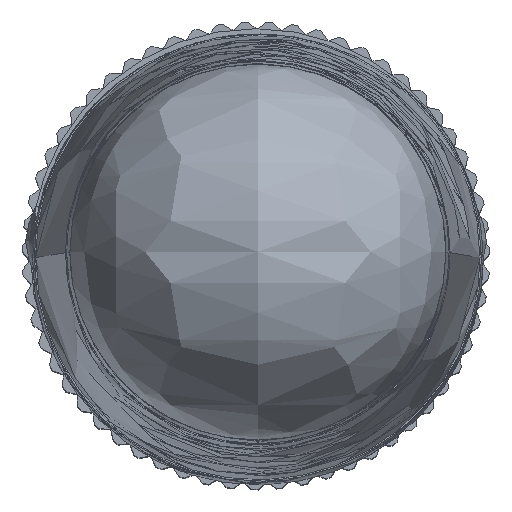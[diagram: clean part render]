
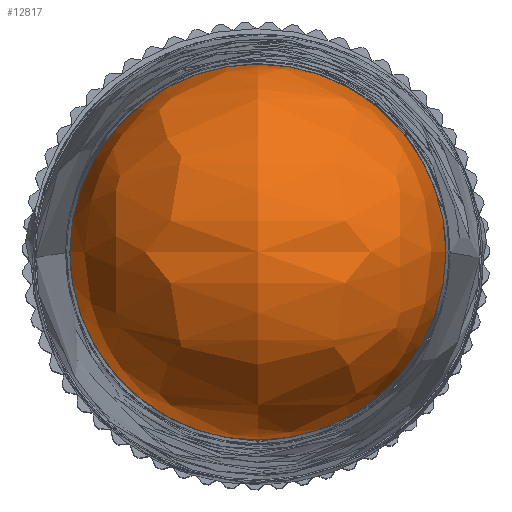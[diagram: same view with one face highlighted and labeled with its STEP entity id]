
A CAD part, top view. The second image highlights one B-rep face of the part: STEP entity #12817.
In plain terms, the highlighted free-form (B-spline) face has degree [3, 3] with [4, 4] control points.
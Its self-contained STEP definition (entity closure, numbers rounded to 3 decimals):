
#329 = CARTESIAN_POINT ( 'NONE',  ( -7.468, 3.65, 113.168 ) ) ;
#375 = CARTESIAN_POINT ( 'NONE',  ( -7.468, 3.65, 98.156 ) ) ;
#1402 = ORIENTED_EDGE ( 'NONE', *, *, #14688, .T. ) ;
#1463 = CARTESIAN_POINT ( 'NONE',  ( 0.038, 3.65, 98.156 ) ) ;
#1527 = CARTESIAN_POINT ( 'NONE',  ( -7.468, -3.855, 98.156 ) ) ;
#2671 = CARTESIAN_POINT ( 'NONE',  ( 0.038, 3.65, 98.156 ) ) ;
#3795 = CARTESIAN_POINT ( 'NONE',  ( 7.544, 3.65, 113.168 ) ) ;
#4784 = CARTESIAN_POINT ( 'NONE',  ( 0.038, 3.65, 98.156 ) ) ;
#4837 = CARTESIAN_POINT ( 'NONE',  ( 7.544, -3.855, 113.168 ) ) ;
#5319 = DIRECTION ( 'NONE',  ( 0., 0., 1. ) ) ;
#5684 = DIRECTION ( 'NONE',  ( 0., 1., 0. ) ) ;
#5825 = ORIENTED_EDGE ( 'NONE', *, *, #6259, .F. ) ;
#5934 = CARTESIAN_POINT ( 'NONE',  ( 0.038, 3.65, 98.156 ) ) ;
#6035 = CARTESIAN_POINT ( 'NONE',  ( 0.038, -3.855, 98.156 ) ) ;
#6259 = EDGE_CURVE ( 'NONE', #10968, #11057, #13335, .T. ) ;
#6698 = AXIS2_PLACEMENT_3D ( 'NONE', #12533, #6883, #5684 ) ;
#6883 = DIRECTION ( 'NONE',  ( 0., 0., -1. ) ) ;
#7078 = CARTESIAN_POINT ( 'NONE',  ( 0.038, -3.855, 98.156 ) ) ;
#7134 = CARTESIAN_POINT ( 'NONE',  ( 0.038, -3.855, 98.156 ) ) ;
#7631 = CIRCLE ( 'NONE', #11022, 3.753 ) ;
#7915 = EDGE_LOOP ( 'NONE', ( #5825, #1402 ) ) ;
#8256 = CARTESIAN_POINT ( 'NONE',  ( -7.468, -3.855, 113.168 ) ) ;
#8356 = CARTESIAN_POINT ( 'NONE',  ( 0.038, -3.855, 98.156 ) ) ;
#8962 = FACE_OUTER_BOUND ( 'NONE', #7915, .T. ) ;
#9489 = CARTESIAN_POINT ( 'NONE',  ( 7.544, -3.855, 98.156 ) ) ;
#10438 =( BOUNDED_SURFACE ( )  B_SPLINE_SURFACE ( 3, 3, ( 
 ( #4784, #12929, #2671, #5934 ),
 ( #375, #329, #3795, #14035 ),
 ( #1527, #8256, #4837, #9489 ),
 ( #7134, #8356, #6035, #7078 ) ),
 .UNSPECIFIED., .F., .F., .T. ) 
 B_SPLINE_SURFACE_WITH_KNOTS ( ( 4, 4 ),
 ( 4, 4 ),
 ( 0., 1. ),
 ( 0., 1. ),
 .UNSPECIFIED. ) 
 GEOMETRIC_REPRESENTATION_ITEM ( )  RATIONAL_B_SPLINE_SURFACE ( (
 ( 1., 0.333, 0.333, 1.),
 ( 0.333, 0.111, 0.111, 0.333),
 ( 0.333, 0.111, 0.111, 0.333),
 ( 1., 0.333, 0.333, 1.) ) ) 
 REPRESENTATION_ITEM ( '' )  SURFACE ( )  );
#10968 = VERTEX_POINT ( 'NONE', #1463 ) ;
#11022 = AXIS2_PLACEMENT_3D ( 'NONE', #14694, #5319, #11168 ) ;
#11057 = VERTEX_POINT ( 'NONE', #13920 ) ;
#11168 = DIRECTION ( 'NONE',  ( 0., 1., 0. ) ) ;
#12533 = CARTESIAN_POINT ( 'NONE',  ( 0.038, -0.103, 98.156 ) ) ;
#12817 = ADVANCED_FACE ( 'NONE', ( #8962 ), #10438, .T. ) ;
#12929 = CARTESIAN_POINT ( 'NONE',  ( 0.038, 3.65, 98.156 ) ) ;
#13335 = CIRCLE ( 'NONE', #6698, 3.753 ) ;
#13920 = CARTESIAN_POINT ( 'NONE',  ( 0.038, -3.855, 98.156 ) ) ;
#14035 = CARTESIAN_POINT ( 'NONE',  ( 7.544, 3.65, 98.156 ) ) ;
#14688 = EDGE_CURVE ( 'NONE', #10968, #11057, #7631, .T. ) ;
#14694 = CARTESIAN_POINT ( 'NONE',  ( 0.038, -0.103, 98.156 ) ) ;
